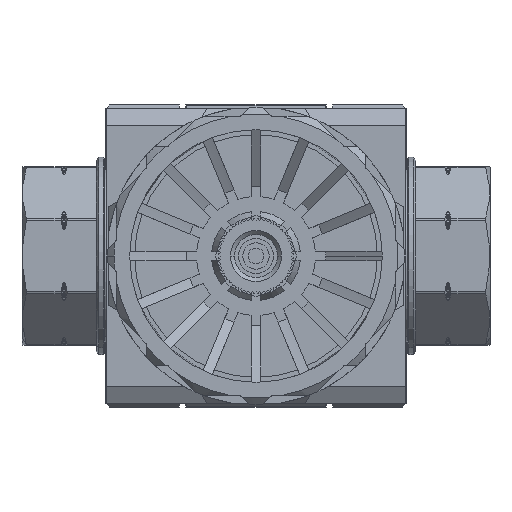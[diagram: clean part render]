
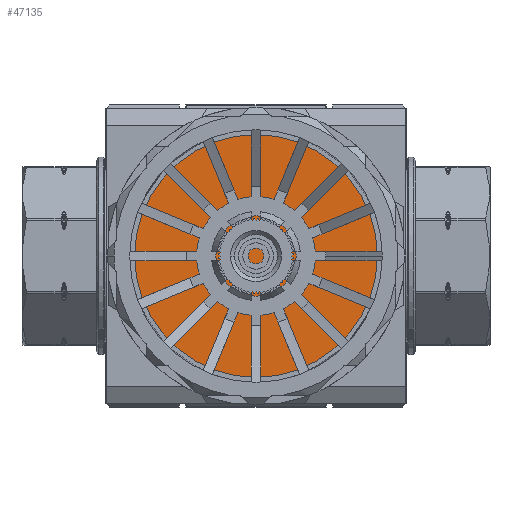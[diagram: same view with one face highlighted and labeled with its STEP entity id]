
A CAD part, front view. The second image highlights one B-rep face of the part: STEP entity #47135.
In plain terms, the highlighted planar face has unit normal (0, -1, 0).
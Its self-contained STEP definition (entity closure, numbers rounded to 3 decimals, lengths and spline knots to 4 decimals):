
#502 = CARTESIAN_POINT ( 'NONE',  ( -0.9646, -4.3898, 0. ) ) ;
#986 = FACE_OUTER_BOUND ( 'NONE', #41127, .T. ) ;
#3477 = CARTESIAN_POINT ( 'NONE',  ( 0., -4.3898, 0. ) ) ;
#6717 = CARTESIAN_POINT ( 'NONE',  ( 0.9646, -4.3898, 0. ) ) ;
#7531 = CIRCLE ( 'NONE', #19722, 0.9646 ) ;
#8507 = VERTEX_POINT ( 'NONE', #6717 ) ;
#9456 = PLANE ( 'NONE',  #41179 ) ;
#13787 = AXIS2_PLACEMENT_3D ( 'NONE', #52485, #15015, #31680 ) ;
#15015 = DIRECTION ( 'NONE',  ( 0., -1., 0. ) ) ;
#15251 = ORIENTED_EDGE ( 'NONE', *, *, #31552, .T. ) ;
#16578 = DIRECTION ( 'NONE',  ( 1., 0., 0. ) ) ;
#19002 = CIRCLE ( 'NONE', #13787, 0.9646 ) ;
#19722 = AXIS2_PLACEMENT_3D ( 'NONE', #3477, #49138, #16578 ) ;
#20161 = VERTEX_POINT ( 'NONE', #502 ) ;
#26113 = DIRECTION ( 'NONE',  ( 0., 1., 0. ) ) ;
#29944 = DIRECTION ( 'NONE',  ( -1., 0., 0. ) ) ;
#31552 = EDGE_CURVE ( 'NONE', #20161, #8507, #7531, .T. ) ;
#31680 = DIRECTION ( 'NONE',  ( 1., 0., 0. ) ) ;
#32476 = ORIENTED_EDGE ( 'NONE', *, *, #33185, .T. ) ;
#33185 = EDGE_CURVE ( 'NONE', #8507, #20161, #19002, .T. ) ;
#41127 = EDGE_LOOP ( 'NONE', ( #32476, #15251 ) ) ;
#41179 = AXIS2_PLACEMENT_3D ( 'NONE', #46640, #26113, #29944 ) ;
#46640 = CARTESIAN_POINT ( 'NONE',  ( 0., -4.3898, 0.9646 ) ) ;
#47135 = ADVANCED_FACE ( 'NONE', ( #986 ), #9456, .F. ) ;
#49138 = DIRECTION ( 'NONE',  ( 0., -1., 0. ) ) ;
#52485 = CARTESIAN_POINT ( 'NONE',  ( 0., -4.3898, 0. ) ) ;
